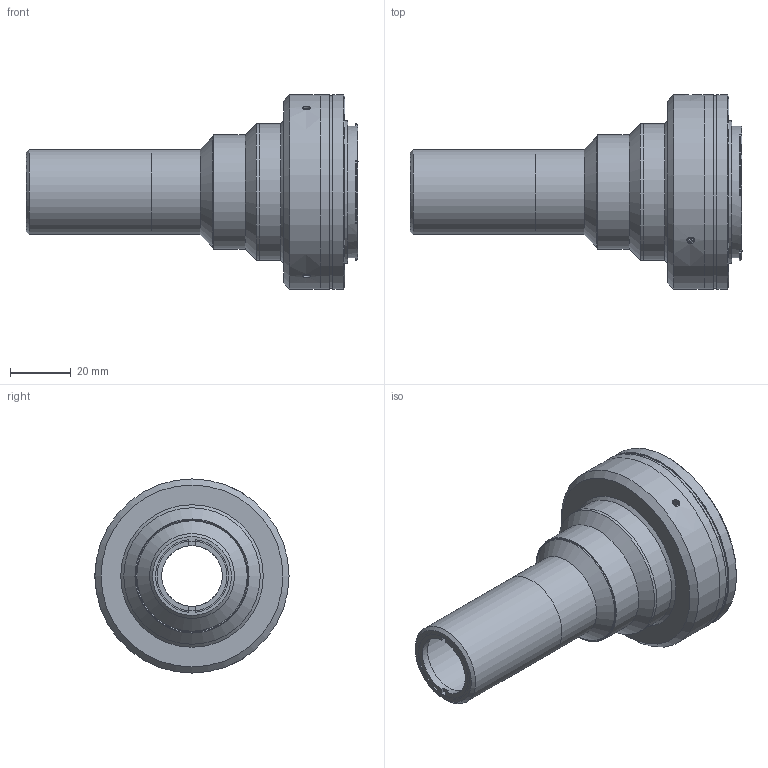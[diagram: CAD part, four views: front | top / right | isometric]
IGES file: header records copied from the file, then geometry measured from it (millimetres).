
Start section: SolidWorks IGES file using analytic representation for surfaces
Global section: file name: DP31976-A_TC4MHRP007-F.igs; native system: SolidWorks 2021; preprocessor: SolidWorks 2021; author: lrizzotto; date: 220613.090251; units: millimetre
Bounding box: 109.47 x 64 x 64 mm (x, y, z)
Surface area: 27393 mm2 (no closed solid volume)
Topology: 0 solids, 0 shells, 94 faces, 538 edges, 507 vertices
Faces by surface type: bspline 49, revolution 45
